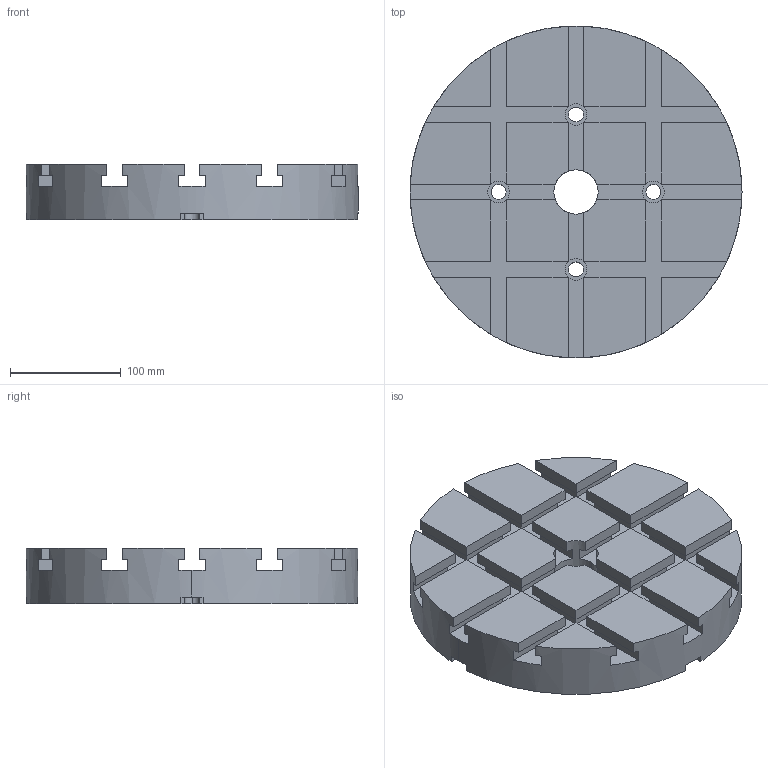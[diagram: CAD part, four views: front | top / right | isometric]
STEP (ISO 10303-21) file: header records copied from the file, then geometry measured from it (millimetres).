
FILE_DESCRIPTION(('STEP AP214'),'1');
FILE_NAME(' ',' ',('TraceParts'),('TraceParts S.A.'),'XStep 1.0',' ',' ');
FILE_SCHEMA(('automotive_design'));
Length unit declared in the file: millimetre
Products named in the file (1): 1
Bounding box: 300 x 299.93 x 50 mm (x, y, z)
Volume: 2800131.6 mm3; surface area: 272072 mm2
Topology: 1 solids, 1 shells, 177 faces, 518 edges, 344 vertices
Faces by surface type: plane 155, cylinder 22
Entity records: 11630 total; most frequent: STYLED_ITEM 1040, PRESENTATION_STYLE_ASSIGNMENT 1040, CARTESIAN_POINT 1040, COLOUR_RGB 1040, ORIENTED_EDGE 1036, DIRECTION 994, EDGE_CURVE 518, CURVE_STYLE 518
